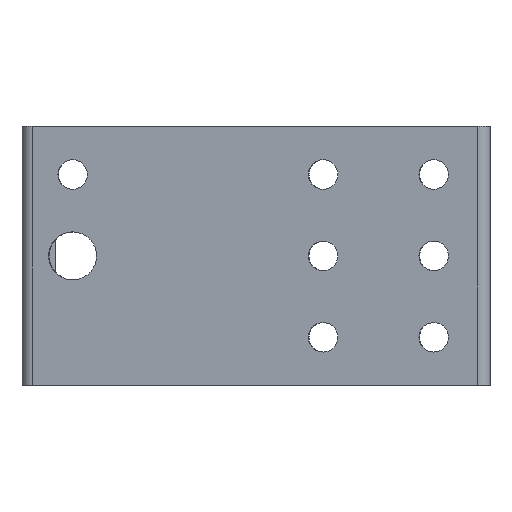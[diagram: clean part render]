
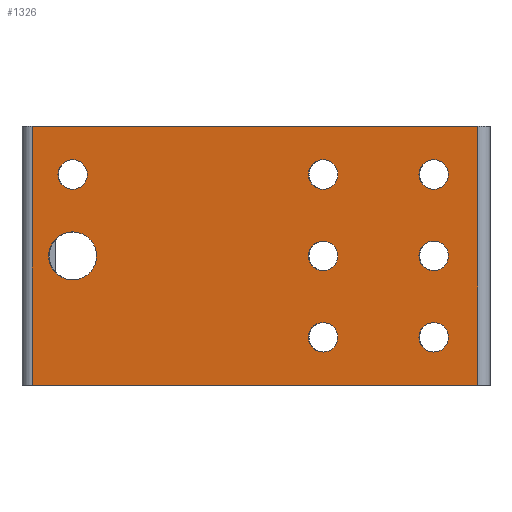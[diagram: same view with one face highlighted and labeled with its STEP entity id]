
A CAD part, top view. The second image highlights one B-rep face of the part: STEP entity #1326.
In plain terms, the highlighted planar face has unit normal (-0.088, 0, 0.996).
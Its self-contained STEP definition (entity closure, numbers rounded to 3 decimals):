
#742 = VERTEX_POINT('',#743);
#743 = CARTESIAN_POINT('',(122.487,0.,36.532));
#899 = VERTEX_POINT('',#900);
#900 = CARTESIAN_POINT('',(122.487,-70.,36.532));
#953 = EDGE_CURVE('',#742,#899,#954,.T.);
#954 = LINE('',#955,#956);
#955 = CARTESIAN_POINT('',(122.487,0.,36.532));
#956 = VECTOR('',#957,1.);
#957 = DIRECTION('',(0.,-1.,0.));
#1051 = EDGE_CURVE('',#1052,#742,#1054,.T.);
#1052 = VERTEX_POINT('',#1053);
#1053 = CARTESIAN_POINT('',(1.987,0.,25.928));
#1054 = LINE('',#1055,#1056);
#1055 = CARTESIAN_POINT('',(-0.066,0.,25.747
    ));
#1056 = VECTOR('',#1057,1.);
#1057 = DIRECTION('',(0.996,0.,0.088));
#1107 = EDGE_CURVE('',#1108,#899,#1110,.T.);
#1108 = VERTEX_POINT('',#1109);
#1109 = CARTESIAN_POINT('',(1.987,-70.,25.928));
#1110 = LINE('',#1111,#1112);
#1111 = CARTESIAN_POINT('',(-0.066,-70.,25.747));
#1112 = VECTOR('',#1113,1.);
#1113 = DIRECTION('',(0.996,0.,0.088));
#1130 = EDGE_CURVE('',#1131,#1131,#1133,.T.);
#1131 = VERTEX_POINT('',#1132);
#1132 = CARTESIAN_POINT('',(19.42,-35.,27.462));
#1133 = CIRCLE('',#1134,6.5);
#1134 = AXIS2_PLACEMENT_3D('',#1135,#1136,#1137);
#1135 = CARTESIAN_POINT('',(12.945,-35.,26.892));
#1136 = DIRECTION('',(-0.088,0.,0.996));
#1137 = DIRECTION('',(0.996,0.,0.088));
#1155 = EDGE_CURVE('',#1156,#1156,#1158,.T.);
#1156 = VERTEX_POINT('',#1157);
#1157 = CARTESIAN_POINT('',(84.633,-57.,33.201));
#1158 = CIRCLE('',#1159,4.);
#1159 = AXIS2_PLACEMENT_3D('',#1160,#1161,#1162);
#1160 = CARTESIAN_POINT('',(80.649,-57.,32.85));
#1161 = DIRECTION('',(-0.088,0.,0.996));
#1162 = DIRECTION('',(0.996,0.,0.088));
#1180 = EDGE_CURVE('',#1181,#1181,#1183,.T.);
#1181 = VERTEX_POINT('',#1182);
#1182 = CARTESIAN_POINT('',(114.518,-57.,35.83));
#1183 = CIRCLE('',#1184,4.);
#1184 = AXIS2_PLACEMENT_3D('',#1185,#1186,#1187);
#1185 = CARTESIAN_POINT('',(110.533,-57.,35.48));
#1186 = DIRECTION('',(-0.088,0.,0.996));
#1187 = DIRECTION('',(0.996,0.,0.088));
#1205 = EDGE_CURVE('',#1206,#1206,#1208,.T.);
#1206 = VERTEX_POINT('',#1207);
#1207 = CARTESIAN_POINT('',(16.929,-13.,27.243));
#1208 = CIRCLE('',#1209,4.);
#1209 = AXIS2_PLACEMENT_3D('',#1210,#1211,#1212);
#1210 = CARTESIAN_POINT('',(12.945,-13.,26.892));
#1211 = DIRECTION('',(-0.088,0.,0.996));
#1212 = DIRECTION('',(0.996,0.,0.088));
#1230 = EDGE_CURVE('',#1231,#1231,#1233,.T.);
#1231 = VERTEX_POINT('',#1232);
#1232 = CARTESIAN_POINT('',(84.633,-35.,33.201));
#1233 = CIRCLE('',#1234,4.);
#1234 = AXIS2_PLACEMENT_3D('',#1235,#1236,#1237);
#1235 = CARTESIAN_POINT('',(80.649,-35.,32.85));
#1236 = DIRECTION('',(-0.088,0.,0.996));
#1237 = DIRECTION('',(0.996,0.,0.088));
#1255 = EDGE_CURVE('',#1256,#1256,#1258,.T.);
#1256 = VERTEX_POINT('',#1257);
#1257 = CARTESIAN_POINT('',(114.518,-35.,35.83));
#1258 = CIRCLE('',#1259,4.);
#1259 = AXIS2_PLACEMENT_3D('',#1260,#1261,#1262);
#1260 = CARTESIAN_POINT('',(110.533,-35.,35.48));
#1261 = DIRECTION('',(-0.088,0.,0.996));
#1262 = DIRECTION('',(0.996,0.,0.088));
#1280 = EDGE_CURVE('',#1281,#1281,#1283,.T.);
#1281 = VERTEX_POINT('',#1282);
#1282 = CARTESIAN_POINT('',(84.633,-13.,33.201));
#1283 = CIRCLE('',#1284,4.);
#1284 = AXIS2_PLACEMENT_3D('',#1285,#1286,#1287);
#1285 = CARTESIAN_POINT('',(80.649,-13.,32.85));
#1286 = DIRECTION('',(-0.088,0.,0.996));
#1287 = DIRECTION('',(0.996,0.,0.088));
#1305 = EDGE_CURVE('',#1306,#1306,#1308,.T.);
#1306 = VERTEX_POINT('',#1307);
#1307 = CARTESIAN_POINT('',(114.518,-13.,35.83));
#1308 = CIRCLE('',#1309,4.);
#1309 = AXIS2_PLACEMENT_3D('',#1310,#1311,#1312);
#1310 = CARTESIAN_POINT('',(110.533,-13.,35.48));
#1311 = DIRECTION('',(-0.088,0.,0.996));
#1312 = DIRECTION('',(0.996,0.,0.088));
#1326 = ADVANCED_FACE('',(#1327,#1338,#1341,#1344,#1347,#1350,#1353,
    #1356,#1359),#1362,.T.);
#1327 = FACE_BOUND('',#1328,.T.);
#1328 = EDGE_LOOP('',(#1329,#1335,#1336,#1337));
#1329 = ORIENTED_EDGE('',*,*,#1330,.T.);
#1330 = EDGE_CURVE('',#1052,#1108,#1331,.T.);
#1331 = LINE('',#1332,#1333);
#1332 = CARTESIAN_POINT('',(1.987,0.,25.928));
#1333 = VECTOR('',#1334,1.);
#1334 = DIRECTION('',(0.,-1.,0.));
#1335 = ORIENTED_EDGE('',*,*,#1107,.T.);
#1336 = ORIENTED_EDGE('',*,*,#953,.F.);
#1337 = ORIENTED_EDGE('',*,*,#1051,.F.);
#1338 = FACE_BOUND('',#1339,.T.);
#1339 = EDGE_LOOP('',(#1340));
#1340 = ORIENTED_EDGE('',*,*,#1130,.F.);
#1341 = FACE_BOUND('',#1342,.T.);
#1342 = EDGE_LOOP('',(#1343));
#1343 = ORIENTED_EDGE('',*,*,#1155,.F.);
#1344 = FACE_BOUND('',#1345,.T.);
#1345 = EDGE_LOOP('',(#1346));
#1346 = ORIENTED_EDGE('',*,*,#1180,.F.);
#1347 = FACE_BOUND('',#1348,.T.);
#1348 = EDGE_LOOP('',(#1349));
#1349 = ORIENTED_EDGE('',*,*,#1205,.F.);
#1350 = FACE_BOUND('',#1351,.T.);
#1351 = EDGE_LOOP('',(#1352));
#1352 = ORIENTED_EDGE('',*,*,#1230,.F.);
#1353 = FACE_BOUND('',#1354,.T.);
#1354 = EDGE_LOOP('',(#1355));
#1355 = ORIENTED_EDGE('',*,*,#1255,.F.);
#1356 = FACE_BOUND('',#1357,.T.);
#1357 = EDGE_LOOP('',(#1358));
#1358 = ORIENTED_EDGE('',*,*,#1280,.F.);
#1359 = FACE_BOUND('',#1360,.T.);
#1360 = EDGE_LOOP('',(#1361));
#1361 = ORIENTED_EDGE('',*,*,#1305,.F.);
#1362 = PLANE('',#1363);
#1363 = AXIS2_PLACEMENT_3D('',#1364,#1365,#1366);
#1364 = CARTESIAN_POINT('',(1.987,0.,25.928));
#1365 = DIRECTION('',(-0.088,0.,0.996));
#1366 = DIRECTION('',(0.996,0.,0.088));
